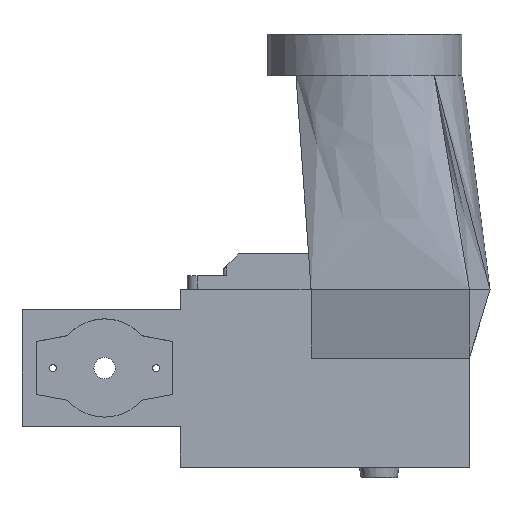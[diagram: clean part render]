
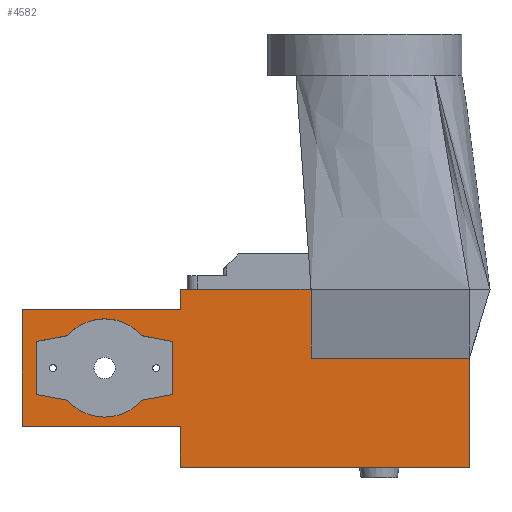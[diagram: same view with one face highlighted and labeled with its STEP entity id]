
A CAD part, top view. The second image highlights one B-rep face of the part: STEP entity #4582.
In plain terms, the highlighted planar face has unit normal (0, 0, 1).
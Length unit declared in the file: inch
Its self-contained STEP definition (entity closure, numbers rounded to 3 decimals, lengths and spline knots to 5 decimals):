
#30=DIRECTION('',(-1.,0.,0.));
#31=VECTOR('',#30,1.65354);
#32=CARTESIAN_POINT('',(2.55906,0.,0.95211));
#33=LINE('',#32,#31);
#511=DIRECTION('',(0.,-1.,0.));
#512=VECTOR('',#511,0.23327);
#513=CARTESIAN_POINT('',(0.90551,0.23327,
0.95211));
#514=LINE('',#513,#512);
#515=DIRECTION('',(0.,-1.,0.));
#516=VECTOR('',#515,0.11516);
#517=CARTESIAN_POINT('',(0.90551,1.01772,0.95211));
#518=LINE('',#517,#516);
#573=DIRECTION('',(0.,-1.,0.));
#574=VECTOR('',#573,0.3937);
#575=CARTESIAN_POINT('',(1.65354,1.01772,0.95211));
#576=LINE('',#575,#574);
#577=DIRECTION('',(-1.,0.,0.));
#578=VECTOR('',#577,0.90551);
#579=CARTESIAN_POINT('',(2.55906,0.62402,0.95211));
#580=LINE('',#579,#578);
#581=DIRECTION('',(0.,-1.,0.));
#582=VECTOR('',#581,0.62402);
#583=CARTESIAN_POINT('',(2.55906,0.62402,0.95211));
#584=LINE('',#583,#582);
#585=DIRECTION('',(-1.,0.,0.));
#586=VECTOR('',#585,0.90551);
#587=CARTESIAN_POINT('',(0.90551,0.23327,
0.95211));
#588=LINE('',#587,#586);
#589=DIRECTION('',(0.,1.,0.));
#590=VECTOR('',#589,0.66929);
#591=CARTESIAN_POINT('',(0.,0.23327,0.95211));
#592=LINE('',#591,#590);
#593=DIRECTION('',(1.,0.,0.));
#594=VECTOR('',#593,0.90551);
#595=CARTESIAN_POINT('',(0.,0.90256,0.95211));
#596=LINE('',#595,#594);
#597=DIRECTION('',(-1.,0.,0.));
#598=VECTOR('',#597,0.74803);
#599=CARTESIAN_POINT('',(1.65354,1.01772,0.95211));
#600=LINE('',#599,#598);
#601=DIRECTION('',(-0.983,-0.185,0.));
#602=VECTOR('',#601,0.18076);
#603=CARTESIAN_POINT('',(0.8622,0.41634,
0.95211));
#604=LINE('',#603,#602);
#605=DIRECTION('',(0.,-1.,0.));
#606=VECTOR('',#605,0.30315);
#607=CARTESIAN_POINT('',(0.8622,0.71949,
0.95211));
#608=LINE('',#607,#606);
#609=DIRECTION('',(0.983,-0.185,0.));
#610=VECTOR('',#609,0.18076);
#611=CARTESIAN_POINT('',(0.68457,0.75295,
0.95211));
#612=LINE('',#611,#610);
#613=CARTESIAN_POINT('',(0.47244,0.56791,
0.95211));
#614=DIRECTION('',(0.,0.,-1.));
#615=DIRECTION('',(-0.754,0.657,0.));
#616=AXIS2_PLACEMENT_3D('',#613,#614,#615);
#618=DIRECTION('',(0.983,0.185,0.));
#619=VECTOR('',#618,0.18076);
#620=CARTESIAN_POINT('',(0.08268,0.71949,
0.95211));
#621=LINE('',#620,#619);
#622=DIRECTION('',(0.,1.,0.));
#623=VECTOR('',#622,0.30315);
#624=CARTESIAN_POINT('',(0.08268,0.41634,
0.95211));
#625=LINE('',#624,#623);
#626=DIRECTION('',(0.983,-0.185,0.));
#627=VECTOR('',#626,0.18076);
#628=CARTESIAN_POINT('',(0.08268,0.41634,
0.95211));
#629=LINE('',#628,#627);
#630=CARTESIAN_POINT('',(0.47244,0.56791,
0.95211));
#631=DIRECTION('',(0.,0.,-1.));
#632=DIRECTION('',(0.754,-0.657,0.));
#633=AXIS2_PLACEMENT_3D('',#630,#631,#632);
#3248=CARTESIAN_POINT('',(0.,0.23327,0.95211));
#3249=CARTESIAN_POINT('',(0.,0.90256,0.95211));
#3250=VERTEX_POINT('',#3248);
#3251=VERTEX_POINT('',#3249);
#3272=CARTESIAN_POINT('',(0.8622,0.41634,
0.95211));
#3273=CARTESIAN_POINT('',(0.68457,0.38287,
0.95211));
#3274=VERTEX_POINT('',#3272);
#3275=VERTEX_POINT('',#3273);
#3276=CARTESIAN_POINT('',(0.26031,0.38287,
0.95211));
#3277=VERTEX_POINT('',#3276);
#3278=CARTESIAN_POINT('',(0.08268,0.41634,
0.95211));
#3279=VERTEX_POINT('',#3278);
#3280=CARTESIAN_POINT('',(0.08268,0.71949,
0.95211));
#3281=CARTESIAN_POINT('',(0.26031,0.75295,
0.95211));
#3282=VERTEX_POINT('',#3280);
#3283=VERTEX_POINT('',#3281);
#3284=CARTESIAN_POINT('',(0.68457,0.75295,
0.95211));
#3285=VERTEX_POINT('',#3284);
#3286=CARTESIAN_POINT('',(0.8622,0.71949,
0.95211));
#3287=VERTEX_POINT('',#3286);
#3316=CARTESIAN_POINT('',(0.90551,1.01772,
0.95211));
#3318=VERTEX_POINT('',#3316);
#3320=CARTESIAN_POINT('',(0.90551,0.,0.95211));
#3322=VERTEX_POINT('',#3320);
#3325=CARTESIAN_POINT('',(2.55906,0.,0.95211));
#3327=VERTEX_POINT('',#3325);
#3332=CARTESIAN_POINT('',(0.90551,0.23327,
0.95211));
#3333=VERTEX_POINT('',#3332);
#3334=CARTESIAN_POINT('',(0.90551,0.90256,
0.95211));
#3335=VERTEX_POINT('',#3334);
#3348=CARTESIAN_POINT('',(2.55906,0.62402,
0.95211));
#3349=CARTESIAN_POINT('',(1.65354,0.62402,
0.95211));
#3350=VERTEX_POINT('',#3348);
#3351=VERTEX_POINT('',#3349);
#3379=CARTESIAN_POINT('',(1.65354,1.01772,0.95211));
#3381=VERTEX_POINT('',#3379);
#4542=CARTESIAN_POINT('',(2.51969,0.,0.95211));
#4543=DIRECTION('',(0.,0.,-1.));
#4544=DIRECTION('',(-1.,0.,0.));
#4545=AXIS2_PLACEMENT_3D('',#4542,#4543,#4544);
#4546=PLANE('',#4545);
#4548=ORIENTED_EDGE('',*,*,#4547,.T.);
#4550=ORIENTED_EDGE('',*,*,#4549,.F.);
#4552=ORIENTED_EDGE('',*,*,#4551,.T.);
#4553=ORIENTED_EDGE('',*,*,#3946,.T.);
#4554=ORIENTED_EDGE('',*,*,#4483,.F.);
#4556=ORIENTED_EDGE('',*,*,#4555,.T.);
#4558=ORIENTED_EDGE('',*,*,#4557,.T.);
#4559=ORIENTED_EDGE('',*,*,#4534,.T.);
#4560=ORIENTED_EDGE('',*,*,#4488,.F.);
#4561=ORIENTED_EDGE('',*,*,#4225,.F.);
#4562=EDGE_LOOP('',(#4548,#4550,#4552,#4553,#4554,#4556,#4558,#4559,#4560,
#4561));
#4563=FACE_OUTER_BOUND('',#4562,.F.);
#4565=ORIENTED_EDGE('',*,*,#4564,.F.);
#4567=ORIENTED_EDGE('',*,*,#4566,.F.);
#4569=ORIENTED_EDGE('',*,*,#4568,.F.);
#4571=ORIENTED_EDGE('',*,*,#4570,.F.);
#4573=ORIENTED_EDGE('',*,*,#4572,.F.);
#4575=ORIENTED_EDGE('',*,*,#4574,.F.);
#4577=ORIENTED_EDGE('',*,*,#4576,.T.);
#4579=ORIENTED_EDGE('',*,*,#4578,.F.);
#4580=EDGE_LOOP('',(#4565,#4567,#4569,#4571,#4573,#4575,#4577,#4579));
#4581=FACE_BOUND('',#4580,.F.);
#4582=ADVANCED_FACE('',(#4563,#4581),#4546,.F.);
#617=CIRCLE('',#616,0.2815);
#634=CIRCLE('',#633,0.2815);
#3946=EDGE_CURVE('',#3327,#3322,#33,.T.);
#4225=EDGE_CURVE('',#3381,#3318,#600,.T.);
#4483=EDGE_CURVE('',#3333,#3322,#514,.T.);
#4488=EDGE_CURVE('',#3318,#3335,#518,.T.);
#4534=EDGE_CURVE('',#3251,#3335,#596,.T.);
#4547=EDGE_CURVE('',#3381,#3351,#576,.T.);
#4549=EDGE_CURVE('',#3350,#3351,#580,.T.);
#4551=EDGE_CURVE('',#3350,#3327,#584,.T.);
#4555=EDGE_CURVE('',#3333,#3250,#588,.T.);
#4557=EDGE_CURVE('',#3250,#3251,#592,.T.);
#4564=EDGE_CURVE('',#3274,#3275,#604,.T.);
#4566=EDGE_CURVE('',#3287,#3274,#608,.T.);
#4568=EDGE_CURVE('',#3285,#3287,#612,.T.);
#4570=EDGE_CURVE('',#3283,#3285,#617,.T.);
#4572=EDGE_CURVE('',#3282,#3283,#621,.T.);
#4574=EDGE_CURVE('',#3279,#3282,#625,.T.);
#4576=EDGE_CURVE('',#3279,#3277,#629,.T.);
#4578=EDGE_CURVE('',#3275,#3277,#634,.T.);
